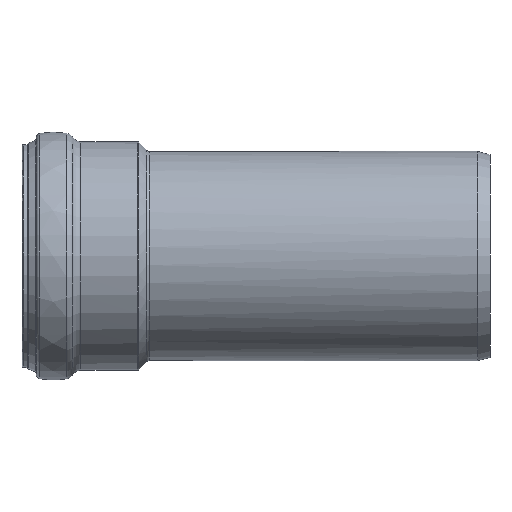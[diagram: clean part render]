
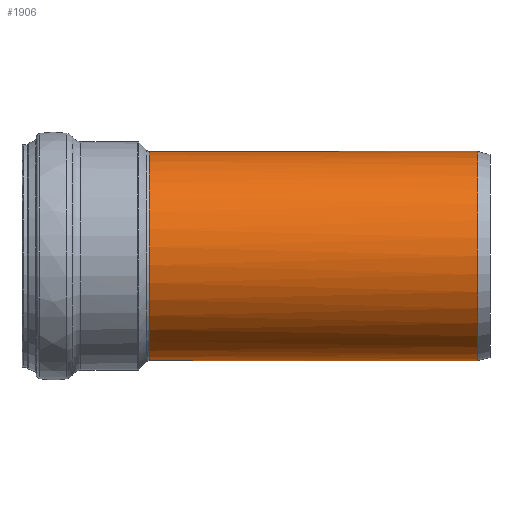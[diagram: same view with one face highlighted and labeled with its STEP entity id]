
A CAD part, left-side view. The second image highlights one B-rep face of the part: STEP entity #1906.
In plain terms, the highlighted cylindrical face has radius 55.15 mm (diameter 110.3 mm), a full revolution.
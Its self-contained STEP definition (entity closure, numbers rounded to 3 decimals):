
#25=CYLINDRICAL_SURFACE('',#2047,55.15);
#46=LINE('',#4844,#77);
#77=VECTOR('',#2414,55.15);
#201=FACE_OUTER_BOUND('',#305,.T.);
#305=EDGE_LOOP('',(#1416,#1417,#1418,#1419,#1420,#1421,#1422));
#424=B_SPLINE_CURVE_WITH_KNOTS('',3,(#4753,#4754,#4755,#4756,#4757,#4758,
#4759,#4760,#4761,#4762,#4763,#4764,#4765,#4766,#4767),.UNSPECIFIED.,.F.,
 .F.,(4,1,1,1,1,1,1,1,1,1,1,1,4),(-29.099,-28.059,-27.02,
-24.942,-23.556,-22.17,-20.785,
-20.092,-19.399,-18.013,-16.628,
-15.242,-14.549),.UNSPECIFIED.);
#425=B_SPLINE_CURVE_WITH_KNOTS('',3,(#4768,#4769,#4770,#4771,#4772,#4773,
#4774,#4775,#4776,#4777,#4778,#4779,#4780,#4781),.UNSPECIFIED.,.F.,.F.,
(4,1,1,1,1,1,1,1,1,1,1,4),(-14.549,-13.856,-12.471,
-11.085,-9.7,-8.314,-7.275,
-6.235,-4.157,-2.078,-1.039,0.),
 .UNSPECIFIED.);
#471=CIRCLE('',#2037,55.15);
#479=CIRCLE('',#2048,55.15);
#480=CIRCLE('',#2049,55.15);
#716=VERTEX_POINT('',#4556);
#717=VERTEX_POINT('',#4558);
#721=VERTEX_POINT('',#4752);
#723=VERTEX_POINT('',#4843);
#724=VERTEX_POINT('',#4845);
#976=EDGE_CURVE('',#716,#717,#471,.T.);
#984=EDGE_CURVE('',#717,#721,#424,.T.);
#985=EDGE_CURVE('',#721,#716,#425,.T.);
#989=EDGE_CURVE('',#721,#723,#46,.T.);
#990=EDGE_CURVE('',#723,#724,#479,.T.);
#991=EDGE_CURVE('',#724,#723,#480,.T.);
#1416=ORIENTED_EDGE('',*,*,#984,.F.);
#1417=ORIENTED_EDGE('',*,*,#976,.F.);
#1418=ORIENTED_EDGE('',*,*,#985,.F.);
#1419=ORIENTED_EDGE('',*,*,#989,.T.);
#1420=ORIENTED_EDGE('',*,*,#990,.T.);
#1421=ORIENTED_EDGE('',*,*,#991,.T.);
#1422=ORIENTED_EDGE('',*,*,#989,.F.);
#1906=ADVANCED_FACE('',(#201),#25,.T.);
#2037=AXIS2_PLACEMENT_3D('',#4559,#2392,#2393);
#2047=AXIS2_PLACEMENT_3D('',#4842,#2412,#2413);
#2048=AXIS2_PLACEMENT_3D('',#4846,#2415,#2416);
#2049=AXIS2_PLACEMENT_3D('',#4847,#2417,#2418);
#2392=DIRECTION('center_axis',(0.,1.,0.));
#2393=DIRECTION('ref_axis',(1.,0.,0.));
#2412=DIRECTION('center_axis',(0.,1.,0.));
#2413=DIRECTION('ref_axis',(-1.,0.,0.));
#2414=DIRECTION('',(0.,-1.,0.));
#2415=DIRECTION('center_axis',(0.,1.,0.));
#2416=DIRECTION('ref_axis',(1.,0.,0.));
#2417=DIRECTION('center_axis',(0.,1.,0.));
#2418=DIRECTION('ref_axis',(1.,0.,0.));
#4556=CARTESIAN_POINT('',(52.936,179.376,-15.47));
#4558=CARTESIAN_POINT('',(52.936,179.376,15.47));
#4559=CARTESIAN_POINT('Origin',(0.,179.376,0.));
#4752=CARTESIAN_POINT('',(55.15,70.026,0.));
#4753=CARTESIAN_POINT('Ctrl Pts',(52.936,179.376,15.47));
#4754=CARTESIAN_POINT('Ctrl Pts',(52.223,177.124,17.908));
#4755=CARTESIAN_POINT('Ctrl Pts',(50.623,172.001,22.171));
#4756=CARTESIAN_POINT('Ctrl Pts',(47.204,160.525,28.894));
#4757=CARTESIAN_POINT('Ctrl Pts',(43.515,146.957,34.052));
#4758=CARTESIAN_POINT('Ctrl Pts',(40.236,131.61,37.775));
#4759=CARTESIAN_POINT('Ctrl Pts',(38.33,118.005,39.657));
#4760=CARTESIAN_POINT('Ctrl Pts',(38.155,106.374,39.826));
#4761=CARTESIAN_POINT('Ctrl Pts',(39.477,97.302,38.527));
#4762=CARTESIAN_POINT('Ctrl Pts',(41.857,88.724,36.01));
#4763=CARTESIAN_POINT('Ctrl Pts',(46.572,79.853,30.182));
#4764=CARTESIAN_POINT('Ctrl Pts',(52.086,73.148,19.575));
#4765=CARTESIAN_POINT('Ctrl Pts',(54.747,70.433,8.916));
#4766=CARTESIAN_POINT('Ctrl Pts',(55.148,70.025,2.229));
#4767=CARTESIAN_POINT('Ctrl Pts',(55.148,70.024,0.));
#4768=CARTESIAN_POINT('Ctrl Pts',(55.148,70.024,0.));
#4769=CARTESIAN_POINT('Ctrl Pts',(55.148,70.024,-2.23));
#4770=CARTESIAN_POINT('Ctrl Pts',(54.749,70.432,-8.918));
#4771=CARTESIAN_POINT('Ctrl Pts',(52.078,73.152,-19.578));
#4772=CARTESIAN_POINT('Ctrl Pts',(46.58,79.849,-30.182));
#4773=CARTESIAN_POINT('Ctrl Pts',(40.895,90.512,-37.182));
#4774=CARTESIAN_POINT('Ctrl Pts',(38.324,102.94,-39.644));
#4775=CARTESIAN_POINT('Ctrl Pts',(38.223,114.512,-39.761));
#4776=CARTESIAN_POINT('Ctrl Pts',(39.557,128.274,-38.46));
#4777=CARTESIAN_POINT('Ctrl Pts',(42.963,144.869,-34.834));
#4778=CARTESIAN_POINT('Ctrl Pts',(47.198,160.524,-28.898));
#4779=CARTESIAN_POINT('Ctrl Pts',(50.625,172.002,-22.169));
#4780=CARTESIAN_POINT('Ctrl Pts',(52.223,177.124,-17.908));
#4781=CARTESIAN_POINT('Ctrl Pts',(52.936,179.376,-15.47));
#4842=CARTESIAN_POINT('Origin',(0.,92.938,0.));
#4843=CARTESIAN_POINT('',(55.15,6.5,0.));
#4844=CARTESIAN_POINT('',(55.15,92.938,0.));
#4845=CARTESIAN_POINT('',(-55.15,6.5,0.));
#4846=CARTESIAN_POINT('Origin',(0.,6.5,0.));
#4847=CARTESIAN_POINT('Origin',(0.,6.5,0.));
